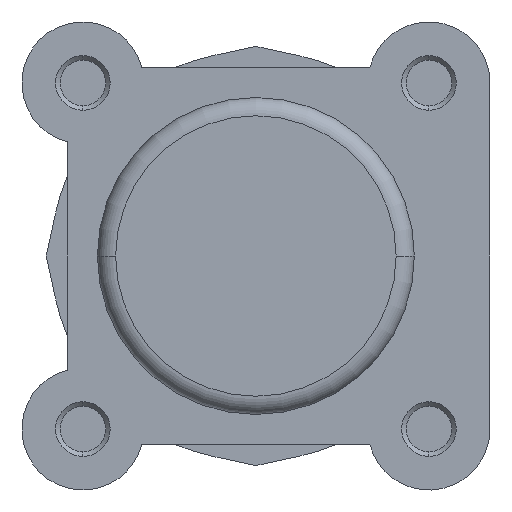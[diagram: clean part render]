
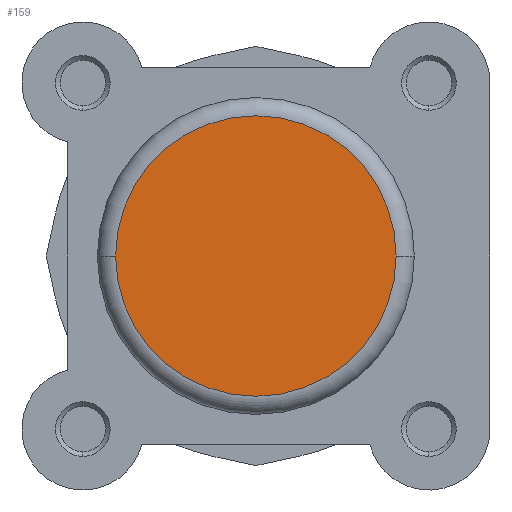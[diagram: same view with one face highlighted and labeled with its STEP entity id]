
A CAD part, left-side view. The second image highlights one B-rep face of the part: STEP entity #159.
In plain terms, the highlighted planar face has unit normal (-1, 0, 0).
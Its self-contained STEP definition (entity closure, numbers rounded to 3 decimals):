
#159 = ADVANCED_FACE ( 'NONE', ( #5700 ), #1057, .F. ) ;
#379 = VERTEX_POINT ( 'NONE', #1401 ) ;
#386 = VERTEX_POINT ( 'NONE', #1408 ) ;
#1057 = PLANE ( 'NONE',  #3259 ) ;
#1060 = CARTESIAN_POINT ( 'NONE',  ( 0., 0., 0. ) ) ;
#1070 = DIRECTION ( 'NONE',  ( 1., 0., 0. ) ) ;
#1071 = DIRECTION ( 'NONE',  ( 0., 1., 0. ) ) ;
#1401 = CARTESIAN_POINT ( 'NONE',  ( 0., -15.4, 0. ) ) ;
#1408 = CARTESIAN_POINT ( 'NONE',  ( 0., 15.4, 0. ) ) ;
#1677 = CARTESIAN_POINT ( 'NONE',  ( 0., 0., 0. ) ) ;
#1678 = DIRECTION ( 'NONE',  ( -1., 0., 0. ) ) ;
#1679 = DIRECTION ( 'NONE',  ( 0., 1., 0. ) ) ;
#1817 = CARTESIAN_POINT ( 'NONE',  ( 0., 0., 0. ) ) ;
#1824 = DIRECTION ( 'NONE',  ( -1., 0., 0. ) ) ;
#1825 = DIRECTION ( 'NONE',  ( 0., 1., 0. ) ) ;
#2863 = EDGE_CURVE ( 'NONE', #379, #386, #4769, .T. ) ;
#2920 = EDGE_CURVE ( 'NONE', #386, #379, #4844, .T. ) ;
#3259 = AXIS2_PLACEMENT_3D ( 'NONE', #1060, #1070, #1071 ) ;
#3311 = AXIS2_PLACEMENT_3D ( 'NONE', #1677, #1678, #1679 ) ;
#3344 = AXIS2_PLACEMENT_3D ( 'NONE', #1817, #1824, #1825 ) ;
#4438 = ORIENTED_EDGE ( 'NONE', *, *, #2920, .T. ) ;
#4439 = ORIENTED_EDGE ( 'NONE', *, *, #2863, .T. ) ;
#4495 = EDGE_LOOP ( 'NONE', ( #4438, #4439 ) ) ;
#4769 = CIRCLE ( 'NONE', #3311, 15.4 ) ;
#4844 = CIRCLE ( 'NONE', #3344, 15.4 ) ;
#5700 = FACE_OUTER_BOUND ( 'NONE', #4495, .T. ) ;
